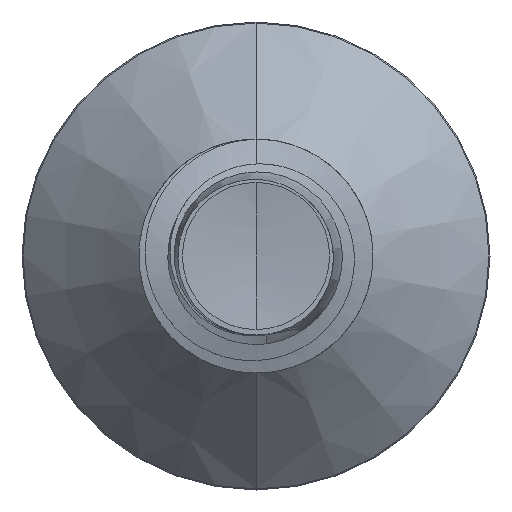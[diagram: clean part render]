
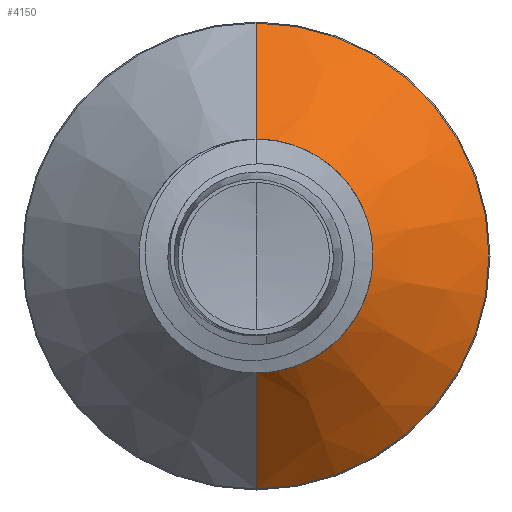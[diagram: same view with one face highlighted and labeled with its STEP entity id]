
A CAD part, front view. The second image highlights one B-rep face of the part: STEP entity #4150.
In plain terms, the highlighted conical face has half-angle 45 degrees and reference radius 0.996 mm.
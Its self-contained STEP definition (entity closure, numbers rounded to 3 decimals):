
#595 = CARTESIAN_POINT ( 'NONE',  ( 0., 3.646, -0.996 ) ) ;
#823 = DIRECTION ( 'NONE',  ( 0., 1., 0. ) ) ;
#828 = DIRECTION ( 'NONE',  ( 0., 0., 1. ) ) ;
#889 = CARTESIAN_POINT ( 'NONE',  ( 0., 3.646, 0. ) ) ;
#1479 = VERTEX_POINT ( 'NONE', #4250 ) ;
#2796 = DIRECTION ( 'NONE',  ( 0., 0.707, 0.707 ) ) ;
#3265 = AXIS2_PLACEMENT_3D ( 'NONE', #889, #823, #828 ) ;
#3579 = LINE ( 'NONE', #12865, #7758 ) ;
#3622 = CARTESIAN_POINT ( 'NONE',  ( 0., 3.646, 0. ) ) ;
#3841 = CARTESIAN_POINT ( 'NONE',  ( 0., 4.641, 0. ) ) ;
#4038 = FACE_OUTER_BOUND ( 'NONE', #9336, .T. ) ;
#4150 = ADVANCED_FACE ( 'NONE', ( #4038 ), #9599, .T. ) ;
#4250 = CARTESIAN_POINT ( 'NONE',  ( 0., 4.641, -1.991 ) ) ;
#4253 = CARTESIAN_POINT ( 'NONE',  ( 0., 4.641, 1.991 ) ) ;
#4373 = VERTEX_POINT ( 'NONE', #595 ) ;
#4433 = ORIENTED_EDGE ( 'NONE', *, *, #10818, .F. ) ;
#4503 = ORIENTED_EDGE ( 'NONE', *, *, #7813, .T. ) ;
#4540 = ORIENTED_EDGE ( 'NONE', *, *, #8273, .F. ) ;
#4631 = ORIENTED_EDGE ( 'NONE', *, *, #14401, .T. ) ;
#4949 = DIRECTION ( 'NONE',  ( 0., 0., 1. ) ) ;
#5111 = DIRECTION ( 'NONE',  ( 0., 0.707, -0.707 ) ) ;
#5161 = DIRECTION ( 'NONE',  ( 0., 0., 1. ) ) ;
#7345 = CIRCLE ( 'NONE', #14531, 1.991 ) ;
#7368 = CIRCLE ( 'NONE', #7699, 0.996 ) ;
#7699 = AXIS2_PLACEMENT_3D ( 'NONE', #3622, #11682, #4949 ) ;
#7758 = VECTOR ( 'NONE', #5111, 1000. ) ;
#7813 = EDGE_CURVE ( 'NONE', #4373, #1479, #3579, .T. ) ;
#8266 = VECTOR ( 'NONE', #2796, 1000. ) ;
#8273 = EDGE_CURVE ( 'NONE', #12663, #8914, #11028, .T. ) ;
#8914 = VERTEX_POINT ( 'NONE', #4253 ) ;
#9336 = EDGE_LOOP ( 'NONE', ( #4631, #4503, #4433, #4540 ) ) ;
#9599 = CONICAL_SURFACE ( 'NONE', #3265, 0.996, 0.785 ) ;
#10055 = CARTESIAN_POINT ( 'NONE',  ( 0., 3.646, 0.996 ) ) ;
#10818 = EDGE_CURVE ( 'NONE', #8914, #1479, #7345, .T. ) ;
#11028 = LINE ( 'NONE', #10055, #8266 ) ;
#11671 = CARTESIAN_POINT ( 'NONE',  ( 0., 3.646, 0.996 ) ) ;
#11682 = DIRECTION ( 'NONE',  ( 0., 1., 0. ) ) ;
#11857 = DIRECTION ( 'NONE',  ( 0., 1., 0. ) ) ;
#12663 = VERTEX_POINT ( 'NONE', #11671 ) ;
#12865 = CARTESIAN_POINT ( 'NONE',  ( 0., 3.646, -0.996 ) ) ;
#14401 = EDGE_CURVE ( 'NONE', #12663, #4373, #7368, .T. ) ;
#14531 = AXIS2_PLACEMENT_3D ( 'NONE', #3841, #11857, #5161 ) ;
